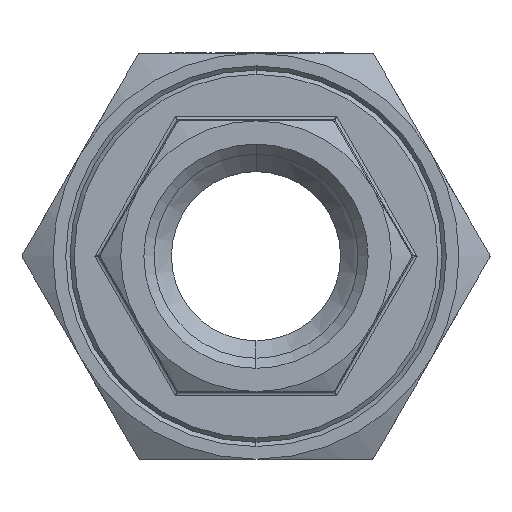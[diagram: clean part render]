
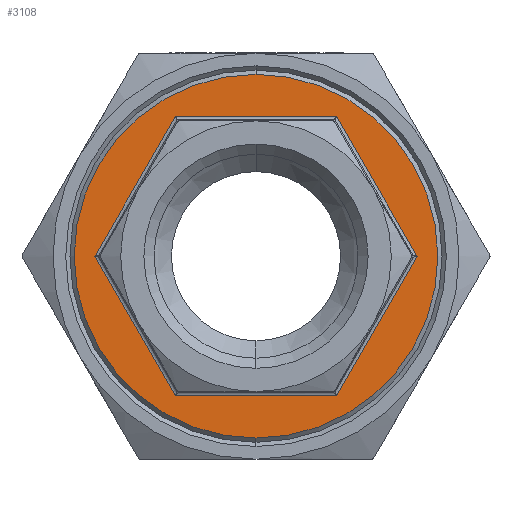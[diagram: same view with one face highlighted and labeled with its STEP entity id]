
A CAD part, left-side view. The second image highlights one B-rep face of the part: STEP entity #3108.
In plain terms, the highlighted planar face has unit normal (-1, 0, 0).
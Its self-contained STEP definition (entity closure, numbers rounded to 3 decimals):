
#237 = ORIENTED_EDGE ( 'NONE', *, *, #4844, .F. ) ;
#264 = LINE ( 'NONE', #1389, #6067 ) ;
#475 = CARTESIAN_POINT ( 'NONE',  ( -8.75, -19.053, 0. ) ) ;
#560 = FACE_OUTER_BOUND ( 'NONE', #10536, .T. ) ;
#1148 = LINE ( 'NONE', #4001, #10606 ) ;
#1219 = VECTOR ( 'NONE', #6924, 1000. ) ;
#1239 = EDGE_CURVE ( 'NONE', #12707, #1459, #5289, .T. ) ;
#1268 = VERTEX_POINT ( 'NONE', #2468 ) ;
#1389 = CARTESIAN_POINT ( 'NONE',  ( -8.75, 16.599, -4.25 ) ) ;
#1459 = VERTEX_POINT ( 'NONE', #2487 ) ;
#1975 = CIRCLE ( 'NONE', #13114, 21.5 ) ;
#2170 = CARTESIAN_POINT ( 'NONE',  ( -8.75, 9.526, -16.5 ) ) ;
#2367 = DIRECTION ( 'NONE',  ( 0., -1., 0. ) ) ;
#2468 = CARTESIAN_POINT ( 'NONE',  ( -8.75, 9.526, 16.5 ) ) ;
#2487 = CARTESIAN_POINT ( 'NONE',  ( -8.75, -9.526, 16.5 ) ) ;
#2796 = VERTEX_POINT ( 'NONE', #9514 ) ;
#2805 = EDGE_CURVE ( 'NONE', #6100, #12707, #4426, .T. ) ;
#2990 = ORIENTED_EDGE ( 'NONE', *, *, #10244, .F. ) ;
#3108 = ADVANCED_FACE ( 'NONE', ( #560, #4602 ), #10679, .T. ) ;
#3803 = VECTOR ( 'NONE', #7532, 1000. ) ;
#4001 = CARTESIAN_POINT ( 'NONE',  ( -8.75, 4.619, -16.5 ) ) ;
#4426 = LINE ( 'NONE', #5935, #10583 ) ;
#4460 = DIRECTION ( 'NONE',  ( 0., 0.5, -0.866 ) ) ;
#4564 = LINE ( 'NONE', #13746, #3803 ) ;
#4602 = FACE_BOUND ( 'NONE', #14768, .T. ) ;
#4800 = EDGE_CURVE ( 'NONE', #2796, #5503, #7110, .T. ) ;
#4844 = EDGE_CURVE ( 'NONE', #11678, #6100, #1148, .T. ) ;
#5289 = LINE ( 'NONE', #13281, #1219 ) ;
#5503 = VERTEX_POINT ( 'NONE', #8467 ) ;
#5517 = VECTOR ( 'NONE', #4460, 1000. ) ;
#5935 = CARTESIAN_POINT ( 'NONE',  ( -8.75, -11.98, -12.25 ) ) ;
#6067 = VECTOR ( 'NONE', #7585, 1000. ) ;
#6100 = VERTEX_POINT ( 'NONE', #6631 ) ;
#6244 = AXIS2_PLACEMENT_3D ( 'NONE', #11052, #14740, #2367 ) ;
#6631 = CARTESIAN_POINT ( 'NONE',  ( -8.75, -9.526, -16.5 ) ) ;
#6924 = DIRECTION ( 'NONE',  ( 0., 0.5, 0.866 ) ) ;
#7110 = CIRCLE ( 'NONE', #9238, 21.5 ) ;
#7328 = DIRECTION ( 'NONE',  ( 0., 0., 1. ) ) ;
#7532 = DIRECTION ( 'NONE',  ( 0., 1., 0. ) ) ;
#7585 = DIRECTION ( 'NONE',  ( 0., -0.5, -0.866 ) ) ;
#7586 = ORIENTED_EDGE ( 'NONE', *, *, #14875, .F. ) ;
#7665 = DIRECTION ( 'NONE',  ( -1., 0., 0. ) ) ;
#8467 = CARTESIAN_POINT ( 'NONE',  ( -8.75, 0., -21.5 ) ) ;
#8519 = DIRECTION ( 'NONE',  ( -1., 0., 0. ) ) ;
#8626 = CARTESIAN_POINT ( 'NONE',  ( -8.75, 0., 0. ) ) ;
#9238 = AXIS2_PLACEMENT_3D ( 'NONE', #14851, #7665, #11170 ) ;
#9514 = CARTESIAN_POINT ( 'NONE',  ( -8.75, 0., 21.5 ) ) ;
#9894 = CARTESIAN_POINT ( 'NONE',  ( -8.75, 19.053, 0. ) ) ;
#10244 = EDGE_CURVE ( 'NONE', #10708, #11678, #264, .T. ) ;
#10304 = LINE ( 'NONE', #15483, #5517 ) ;
#10482 = ORIENTED_EDGE ( 'NONE', *, *, #1239, .F. ) ;
#10536 = EDGE_LOOP ( 'NONE', ( #13749, #10847 ) ) ;
#10583 = VECTOR ( 'NONE', #10659, 1000. ) ;
#10606 = VECTOR ( 'NONE', #11386, 1000. ) ;
#10659 = DIRECTION ( 'NONE',  ( 0., -0.5, 0.866 ) ) ;
#10679 = PLANE ( 'NONE',  #6244 ) ;
#10708 = VERTEX_POINT ( 'NONE', #9894 ) ;
#10847 = ORIENTED_EDGE ( 'NONE', *, *, #11701, .T. ) ;
#11052 = CARTESIAN_POINT ( 'NONE',  ( -8.75, 0., 0. ) ) ;
#11170 = DIRECTION ( 'NONE',  ( 0., 0., 1. ) ) ;
#11386 = DIRECTION ( 'NONE',  ( 0., -1., 0. ) ) ;
#11678 = VERTEX_POINT ( 'NONE', #2170 ) ;
#11701 = EDGE_CURVE ( 'NONE', #5503, #2796, #1975, .T. ) ;
#12146 = ORIENTED_EDGE ( 'NONE', *, *, #14080, .F. ) ;
#12707 = VERTEX_POINT ( 'NONE', #475 ) ;
#13114 = AXIS2_PLACEMENT_3D ( 'NONE', #8626, #8519, #7328 ) ;
#13281 = CARTESIAN_POINT ( 'NONE',  ( -8.75, -16.599, 4.25 ) ) ;
#13591 = ORIENTED_EDGE ( 'NONE', *, *, #2805, .F. ) ;
#13746 = CARTESIAN_POINT ( 'NONE',  ( -8.75, -4.619, 16.5 ) ) ;
#13749 = ORIENTED_EDGE ( 'NONE', *, *, #4800, .T. ) ;
#14080 = EDGE_CURVE ( 'NONE', #1459, #1268, #4564, .T. ) ;
#14740 = DIRECTION ( 'NONE',  ( -1., 0., 0. ) ) ;
#14768 = EDGE_LOOP ( 'NONE', ( #2990, #7586, #12146, #10482, #13591, #237 ) ) ;
#14851 = CARTESIAN_POINT ( 'NONE',  ( -8.75, 0., 0. ) ) ;
#14875 = EDGE_CURVE ( 'NONE', #1268, #10708, #10304, .T. ) ;
#15483 = CARTESIAN_POINT ( 'NONE',  ( -8.75, 11.98, 12.25 ) ) ;
